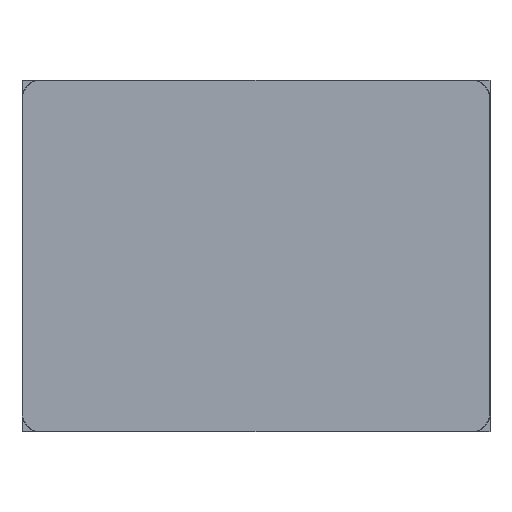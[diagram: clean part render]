
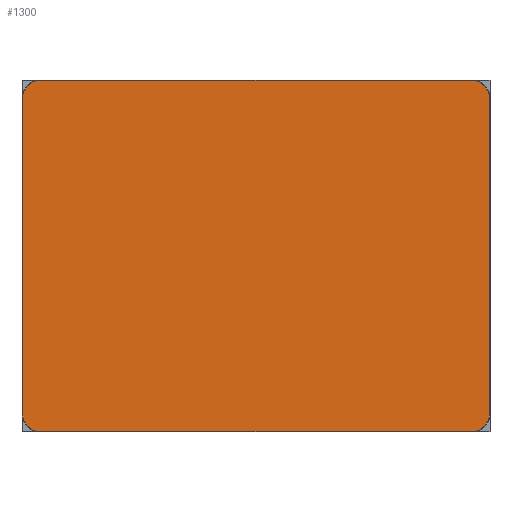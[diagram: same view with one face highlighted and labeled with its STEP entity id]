
A CAD part, top view. The second image highlights one B-rep face of the part: STEP entity #1300.
In plain terms, the highlighted planar face has unit normal (0, 0, 1).
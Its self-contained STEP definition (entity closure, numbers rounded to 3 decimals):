
#1035 = VERTEX_POINT('',#1036);
#1036 = CARTESIAN_POINT('',(-30.,-24.5,1.5));
#1042 = EDGE_CURVE('',#1035,#1043,#1045,.T.);
#1043 = VERTEX_POINT('',#1044);
#1044 = CARTESIAN_POINT('',(30.,-24.5,1.5));
#1045 = LINE('',#1046,#1047);
#1046 = CARTESIAN_POINT('',(-30.,-24.5,1.5));
#1047 = VECTOR('',#1048,1.);
#1048 = DIRECTION('',(1.,0.,0.));
#1073 = EDGE_CURVE('',#1043,#1074,#1076,.T.);
#1074 = VERTEX_POINT('',#1075);
#1075 = CARTESIAN_POINT('',(32.5,-22.,1.5));
#1076 = CIRCLE('',#1077,2.5);
#1077 = AXIS2_PLACEMENT_3D('',#1078,#1079,#1080);
#1078 = CARTESIAN_POINT('',(30.,-22.,1.5));
#1079 = DIRECTION('',(0.,0.,1.));
#1080 = DIRECTION('',(1.,0.,0.));
#1106 = EDGE_CURVE('',#1074,#1107,#1109,.T.);
#1107 = VERTEX_POINT('',#1108);
#1108 = CARTESIAN_POINT('',(32.5,22.,1.5));
#1109 = LINE('',#1110,#1111);
#1110 = CARTESIAN_POINT('',(32.5,-22.,1.5));
#1111 = VECTOR('',#1112,1.);
#1112 = DIRECTION('',(0.,1.,0.));
#1137 = EDGE_CURVE('',#1107,#1138,#1140,.T.);
#1138 = VERTEX_POINT('',#1139);
#1139 = CARTESIAN_POINT('',(30.,24.5,1.5));
#1140 = CIRCLE('',#1141,2.5);
#1141 = AXIS2_PLACEMENT_3D('',#1142,#1143,#1144);
#1142 = CARTESIAN_POINT('',(30.,22.,1.5));
#1143 = DIRECTION('',(0.,0.,1.));
#1144 = DIRECTION('',(1.,0.,0.));
#1170 = EDGE_CURVE('',#1138,#1171,#1173,.T.);
#1171 = VERTEX_POINT('',#1172);
#1172 = CARTESIAN_POINT('',(-30.,24.5,1.5));
#1173 = LINE('',#1174,#1175);
#1174 = CARTESIAN_POINT('',(30.,24.5,1.5));
#1175 = VECTOR('',#1176,1.);
#1176 = DIRECTION('',(-1.,0.,0.));
#1201 = EDGE_CURVE('',#1171,#1202,#1204,.T.);
#1202 = VERTEX_POINT('',#1203);
#1203 = CARTESIAN_POINT('',(-32.5,22.,1.5));
#1204 = CIRCLE('',#1205,2.5);
#1205 = AXIS2_PLACEMENT_3D('',#1206,#1207,#1208);
#1206 = CARTESIAN_POINT('',(-30.,22.,1.5));
#1207 = DIRECTION('',(0.,0.,1.));
#1208 = DIRECTION('',(1.,0.,0.));
#1234 = EDGE_CURVE('',#1202,#1235,#1237,.T.);
#1235 = VERTEX_POINT('',#1236);
#1236 = CARTESIAN_POINT('',(-32.5,-22.,1.5));
#1237 = LINE('',#1238,#1239);
#1238 = CARTESIAN_POINT('',(-32.5,22.,1.5));
#1239 = VECTOR('',#1240,1.);
#1240 = DIRECTION('',(0.,-1.,0.));
#1265 = EDGE_CURVE('',#1235,#1035,#1266,.T.);
#1266 = CIRCLE('',#1267,2.5);
#1267 = AXIS2_PLACEMENT_3D('',#1268,#1269,#1270);
#1268 = CARTESIAN_POINT('',(-30.,-22.,1.5));
#1269 = DIRECTION('',(0.,0.,1.));
#1270 = DIRECTION('',(1.,0.,0.));
#1300 = ADVANCED_FACE('',(#1301),#1311,.T.);
#1301 = FACE_BOUND('',#1302,.T.);
#1302 = EDGE_LOOP('',(#1303,#1304,#1305,#1306,#1307,#1308,#1309,#1310));
#1303 = ORIENTED_EDGE('',*,*,#1042,.T.);
#1304 = ORIENTED_EDGE('',*,*,#1073,.T.);
#1305 = ORIENTED_EDGE('',*,*,#1106,.T.);
#1306 = ORIENTED_EDGE('',*,*,#1137,.T.);
#1307 = ORIENTED_EDGE('',*,*,#1170,.T.);
#1308 = ORIENTED_EDGE('',*,*,#1201,.T.);
#1309 = ORIENTED_EDGE('',*,*,#1234,.T.);
#1310 = ORIENTED_EDGE('',*,*,#1265,.T.);
#1311 = PLANE('',#1312);
#1312 = AXIS2_PLACEMENT_3D('',#1313,#1314,#1315);
#1313 = CARTESIAN_POINT('',(0.,0.,1.5));
#1314 = DIRECTION('',(0.,0.,1.));
#1315 = DIRECTION('',(1.,0.,0.));
